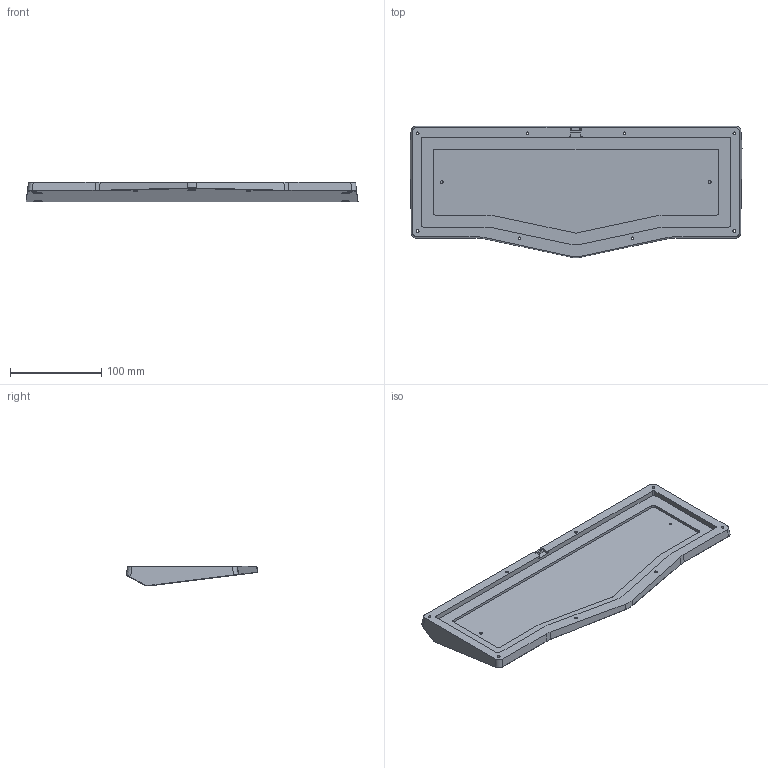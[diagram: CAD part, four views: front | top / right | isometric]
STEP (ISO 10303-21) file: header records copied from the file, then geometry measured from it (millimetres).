
FILE_DESCRIPTION(/* description */ (''),/* implementation_level */ '2;1');
FILE_NAME(/* name */ 'Challice.2Bottom',/* time_stamp */ '2019-05-02T00:51:55-04:00',/* author */ (''),/* organization */ (''),/* preprocessor_version */ 'ST-DEVELOPER v16.5',/* originating_system */ '',/* authorisation */ '');
FILE_SCHEMA (('AUTOMOTIVE_DESIGN'));
Length unit declared in the file: inch
Products named in the file (1): Document
Bounding box: 364.65 x 144.28 x 21.82 mm (x, y, z)
Volume: 440166 mm3; surface area: 112993.7 mm2
Topology: 1 solids, 1 shells, 162 faces, 398 edges, 254 vertices
Faces by surface type: bspline 108, plane 54
Entity records: 5504 total; most frequent: CARTESIAN_POINT 3066, ORIENTED_EDGE 796, EDGE_CURVE 398, VERTEX_POINT 254, B_SPLINE_CURVE_WITH_KNOTS 225, EDGE_LOOP 194, ADVANCED_FACE 162, FACE_OUTER_BOUND 162
